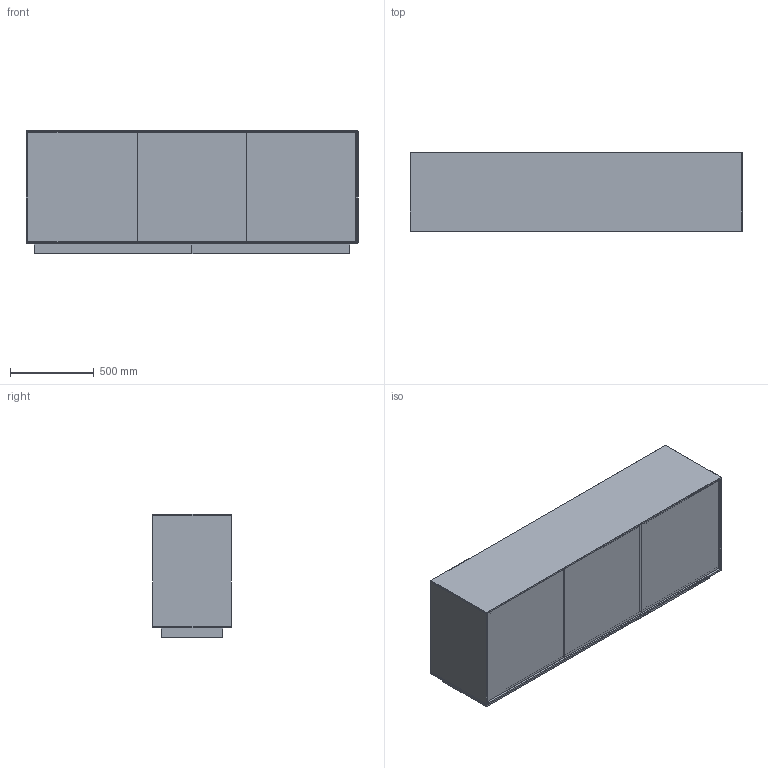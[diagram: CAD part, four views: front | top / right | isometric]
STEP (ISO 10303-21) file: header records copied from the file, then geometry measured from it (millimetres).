
FILE_DESCRIPTION(/* description */ (''),/* implementation_level */ '2;1');
FILE_NAME(/* name */ 'ECHO-M~2',/* time_stamp */ '2020-10-22T16:21:17+02:00',/* author */ (''),/* organization */ (''),/* preprocessor_version */ 'ST-DEVELOPER v16.5',/* originating_system */ '',/* authorisation */ '');
FILE_SCHEMA (('AUTOMOTIVE_DESIGN'));
Length unit declared in the file: millimetre
Products named in the file (1): Document
Bounding box: 1986 x 470 x 740 mm (x, y, z)
Volume: 116987862 mm3; surface area: 18754789.9 mm2
Topology: 21 solids, 21 shells, 404 faces, 5575 edges, 5208 vertices
Faces by surface type: bspline 268, plane 136
Entity records: 53394 total; most frequent: CARTESIAN_POINT 17122, COLOUR_RGB 4824, PRESENTATION_STYLE_ASSIGNMENT 4824, STYLED_ITEM 4824, PRESENTATION_LAYER_ASSIGNMENT 4824, CURVE_STYLE 4803, DIRECTION 2545, VECTOR 2403
